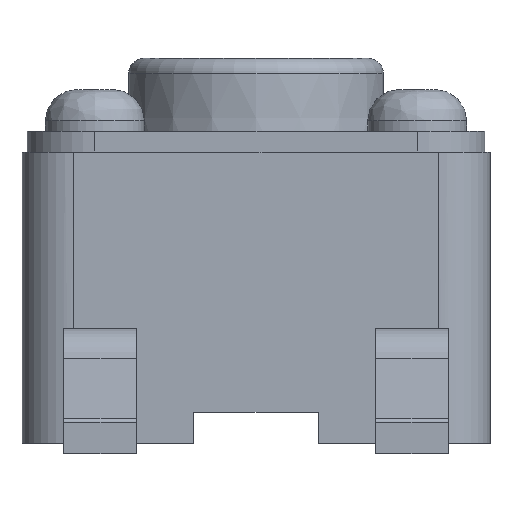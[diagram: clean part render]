
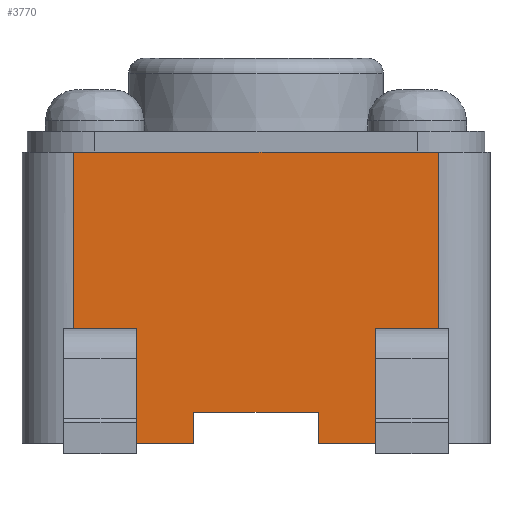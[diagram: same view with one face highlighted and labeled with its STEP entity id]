
A CAD part, left-side view. The second image highlights one B-rep face of the part: STEP entity #3770.
In plain terms, the highlighted planar face has unit normal (-1, 0, 0).
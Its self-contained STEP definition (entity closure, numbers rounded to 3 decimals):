
#54=PLANE('',#4014);
#200=FACE_OUTER_BOUND('',#405,.T.);
#405=EDGE_LOOP('',(#2473,#2474,#2475,#2476,#2477,#2478,#2479,#2480,#2481,
#2482,#2483,#2484,#2485,#2486,#2487,#2488));
#639=LINE('',#5545,#1001);
#641=LINE('',#5553,#1003);
#642=LINE('',#5555,#1004);
#643=LINE('',#5557,#1005);
#644=LINE('',#5559,#1006);
#645=LINE('',#5561,#1007);
#646=LINE('',#5563,#1008);
#647=LINE('',#5565,#1009);
#648=LINE('',#5567,#1010);
#649=LINE('',#5569,#1011);
#650=LINE('',#5571,#1012);
#651=LINE('',#5573,#1013);
#652=LINE('',#5575,#1014);
#653=LINE('',#5577,#1015);
#654=LINE('',#5579,#1016);
#655=LINE('',#5580,#1017);
#1001=VECTOR('',#4427,10.);
#1003=VECTOR('',#4435,1.9);
#1004=VECTOR('',#4436,0.6);
#1005=VECTOR('',#4437,0.3);
#1006=VECTOR('',#4438,0.6);
#1007=VECTOR('',#4439,0.8);
#1008=VECTOR('',#4440,1.15);
#1009=VECTOR('',#4441,0.3);
#1010=VECTOR('',#4442,1.2);
#1011=VECTOR('',#4443,0.3);
#1012=VECTOR('',#4444,1.15);
#1013=VECTOR('',#4445,0.8);
#1014=VECTOR('',#4446,0.6);
#1015=VECTOR('',#4447,0.3);
#1016=VECTOR('',#4448,0.6);
#1017=VECTOR('',#4449,1.9);
#1541=VERTEX_POINT('',#5542);
#1542=VERTEX_POINT('',#5544);
#1545=VERTEX_POINT('',#5552);
#1546=VERTEX_POINT('',#5554);
#1547=VERTEX_POINT('',#5556);
#1548=VERTEX_POINT('',#5558);
#1549=VERTEX_POINT('',#5560);
#1550=VERTEX_POINT('',#5562);
#1551=VERTEX_POINT('',#5564);
#1552=VERTEX_POINT('',#5566);
#1553=VERTEX_POINT('',#5568);
#1554=VERTEX_POINT('',#5570);
#1555=VERTEX_POINT('',#5572);
#1556=VERTEX_POINT('',#5574);
#1557=VERTEX_POINT('',#5576);
#1558=VERTEX_POINT('',#5578);
#1915=EDGE_CURVE('',#1542,#1541,#639,.T.);
#1919=EDGE_CURVE('',#1545,#1541,#641,.T.);
#1920=EDGE_CURVE('',#1545,#1546,#642,.T.);
#1921=EDGE_CURVE('',#1546,#1547,#643,.T.);
#1922=EDGE_CURVE('',#1547,#1548,#644,.T.);
#1923=EDGE_CURVE('',#1549,#1548,#645,.T.);
#1924=EDGE_CURVE('',#1549,#1550,#646,.T.);
#1925=EDGE_CURVE('',#1550,#1551,#647,.T.);
#1926=EDGE_CURVE('',#1551,#1552,#648,.T.);
#1927=EDGE_CURVE('',#1552,#1553,#649,.T.);
#1928=EDGE_CURVE('',#1553,#1554,#650,.T.);
#1929=EDGE_CURVE('',#1555,#1554,#651,.T.);
#1930=EDGE_CURVE('',#1555,#1556,#652,.T.);
#1931=EDGE_CURVE('',#1556,#1557,#653,.T.);
#1932=EDGE_CURVE('',#1557,#1558,#654,.T.);
#1933=EDGE_CURVE('',#1542,#1558,#655,.T.);
#2473=ORIENTED_EDGE('',*,*,#1915,.T.);
#2474=ORIENTED_EDGE('',*,*,#1919,.F.);
#2475=ORIENTED_EDGE('',*,*,#1920,.T.);
#2476=ORIENTED_EDGE('',*,*,#1921,.T.);
#2477=ORIENTED_EDGE('',*,*,#1922,.T.);
#2478=ORIENTED_EDGE('',*,*,#1923,.F.);
#2479=ORIENTED_EDGE('',*,*,#1924,.T.);
#2480=ORIENTED_EDGE('',*,*,#1925,.T.);
#2481=ORIENTED_EDGE('',*,*,#1926,.T.);
#2482=ORIENTED_EDGE('',*,*,#1927,.T.);
#2483=ORIENTED_EDGE('',*,*,#1928,.T.);
#2484=ORIENTED_EDGE('',*,*,#1929,.F.);
#2485=ORIENTED_EDGE('',*,*,#1930,.T.);
#2486=ORIENTED_EDGE('',*,*,#1931,.T.);
#2487=ORIENTED_EDGE('',*,*,#1932,.T.);
#2488=ORIENTED_EDGE('',*,*,#1933,.F.);
#3770=ADVANCED_FACE('',(#200),#54,.T.);
#4014=AXIS2_PLACEMENT_3D('',#5551,#4433,#4434);
#4427=DIRECTION('',(0.,1.,0.));
#4433=DIRECTION('center_axis',(-1.,0.,0.));
#4434=DIRECTION('ref_axis',(0.,0.,1.));
#4435=DIRECTION('',(0.,0.,1.));
#4436=DIRECTION('',(0.,-1.,0.));
#4437=DIRECTION('',(0.,0.,-1.));
#4438=DIRECTION('',(0.,1.,0.));
#4439=DIRECTION('',(0.,0.,1.));
#4440=DIRECTION('',(0.,-1.,0.));
#4441=DIRECTION('',(0.,0.,1.));
#4442=DIRECTION('',(0.,-1.,0.));
#4443=DIRECTION('',(0.,0.,-1.));
#4444=DIRECTION('',(0.,-1.,0.));
#4445=DIRECTION('',(0.,0.,-1.));
#4446=DIRECTION('',(0.,1.,0.));
#4447=DIRECTION('',(0.,0.,1.));
#4448=DIRECTION('',(0.,-1.,0.));
#4449=DIRECTION('',(0.,0.,-1.));
#5542=CARTESIAN_POINT('',(-2.25,1.75,2.8));
#5544=CARTESIAN_POINT('',(-2.25,-1.75,2.8));
#5545=CARTESIAN_POINT('',(-2.25,-0.962,2.8));
#5551=CARTESIAN_POINT('Origin',(-2.25,-1.925,-0.15));
#5552=CARTESIAN_POINT('',(-2.25,1.75,1.1));
#5553=CARTESIAN_POINT('',(-2.25,1.75,1.1));
#5554=CARTESIAN_POINT('',(-2.25,1.15,1.1));
#5555=CARTESIAN_POINT('',(-2.25,1.75,1.1));
#5556=CARTESIAN_POINT('',(-2.25,1.15,0.8));
#5557=CARTESIAN_POINT('',(-2.25,1.15,1.1));
#5558=CARTESIAN_POINT('',(-2.25,1.75,0.8));
#5559=CARTESIAN_POINT('',(-2.25,1.15,0.8));
#5560=CARTESIAN_POINT('',(-2.25,1.75,0.));
#5561=CARTESIAN_POINT('',(-2.25,1.75,0.));
#5562=CARTESIAN_POINT('',(-2.25,0.6,0.));
#5563=CARTESIAN_POINT('',(-2.25,1.75,0.));
#5564=CARTESIAN_POINT('',(-2.25,0.6,0.3));
#5565=CARTESIAN_POINT('',(-2.25,0.6,0.));
#5566=CARTESIAN_POINT('',(-2.25,-0.6,0.3));
#5567=CARTESIAN_POINT('',(-2.25,0.6,0.3));
#5568=CARTESIAN_POINT('',(-2.25,-0.6,0.));
#5569=CARTESIAN_POINT('',(-2.25,-0.6,0.3));
#5570=CARTESIAN_POINT('',(-2.25,-1.75,0.));
#5571=CARTESIAN_POINT('',(-2.25,-0.6,0.));
#5572=CARTESIAN_POINT('',(-2.25,-1.75,0.8));
#5573=CARTESIAN_POINT('',(-2.25,-1.75,0.8));
#5574=CARTESIAN_POINT('',(-2.25,-1.15,0.8));
#5575=CARTESIAN_POINT('',(-2.25,-1.75,0.8));
#5576=CARTESIAN_POINT('',(-2.25,-1.15,1.1));
#5577=CARTESIAN_POINT('',(-2.25,-1.15,0.8));
#5578=CARTESIAN_POINT('',(-2.25,-1.75,1.1));
#5579=CARTESIAN_POINT('',(-2.25,-1.15,1.1));
#5580=CARTESIAN_POINT('',(-2.25,-1.75,3.));
